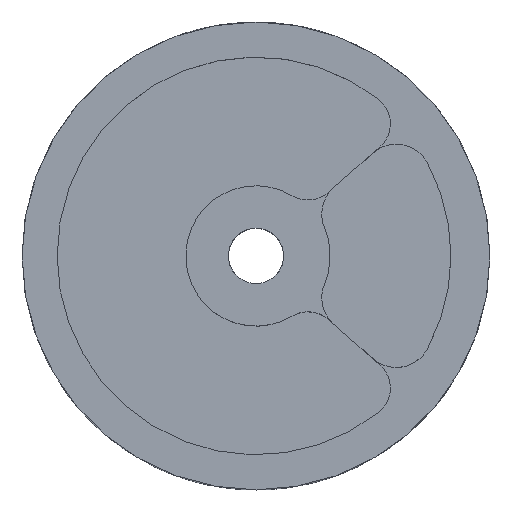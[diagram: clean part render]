
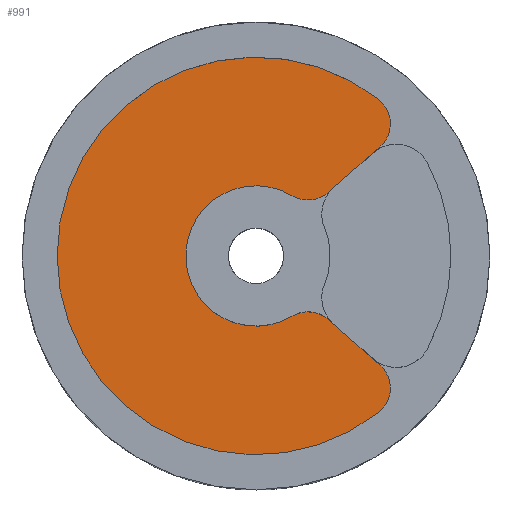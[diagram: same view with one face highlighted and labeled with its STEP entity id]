
A CAD part, top view. The second image highlights one B-rep face of the part: STEP entity #991.
In plain terms, the highlighted planar face has unit normal (0, 0, 1).
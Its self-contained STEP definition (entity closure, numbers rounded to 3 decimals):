
#4 = DIRECTION ( 'NONE',  ( 1., 0., 0. ) ) ;
#31 = AXIS2_PLACEMENT_3D ( 'NONE', #716, #451, #352 ) ;
#34 = VERTEX_POINT ( 'NONE', #478 ) ;
#37 = DIRECTION ( 'NONE',  ( 0., 0., 1. ) ) ;
#63 = DIRECTION ( 'NONE',  ( 1., 0., 0. ) ) ;
#70 = AXIS2_PLACEMENT_3D ( 'NONE', #701, #227, #883 ) ;
#85 = DIRECTION ( 'NONE',  ( 0., 0., 1. ) ) ;
#94 = DIRECTION ( 'NONE',  ( 1., 0., 0. ) ) ;
#103 = DIRECTION ( 'NONE',  ( -0.751, 0.66, 0. ) ) ;
#132 = DIRECTION ( 'NONE',  ( 1., 0., 0. ) ) ;
#137 = DIRECTION ( 'NONE',  ( 0.751, 0.66, 0. ) ) ;
#138 = EDGE_CURVE ( 'NONE', #1137, #1142, #509, .T. ) ;
#150 = CIRCLE ( 'NONE', #453, 25.5 ) ;
#183 = EDGE_LOOP ( 'NONE', ( #1099, #456, #205, #513, #675, #857, #738, #394, #1047, #1034 ) ) ;
#185 = AXIS2_PLACEMENT_3D ( 'NONE', #855, #37, #132 ) ;
#200 = AXIS2_PLACEMENT_3D ( 'NONE', #239, #673, #63 ) ;
#205 = ORIENTED_EDGE ( 'NONE', *, *, #138, .T. ) ;
#227 = DIRECTION ( 'NONE',  ( 0., 0., 1. ) ) ;
#231 = VECTOR ( 'NONE', #103, 1000. ) ;
#239 = CARTESIAN_POINT ( 'NONE',  ( 13.23, 16.947, 7.2 ) ) ;
#243 = CIRCLE ( 'NONE', #185, 4. ) ;
#248 = AXIS2_PLACEMENT_3D ( 'NONE', #1111, #666, #282 ) ;
#262 = VERTEX_POINT ( 'NONE', #798 ) ;
#282 = DIRECTION ( 'NONE',  ( 1., 0., 0. ) ) ;
#352 = DIRECTION ( 'NONE',  ( 1., 0., 0. ) ) ;
#394 = ORIENTED_EDGE ( 'NONE', *, *, #636, .T. ) ;
#451 = DIRECTION ( 'NONE',  ( 0., 0., 1. ) ) ;
#453 = AXIS2_PLACEMENT_3D ( 'NONE', #1082, #85, #94 ) ;
#456 = ORIENTED_EDGE ( 'NONE', *, *, #943, .T. ) ;
#457 = CARTESIAN_POINT ( 'NONE',  ( 4.606, 7.732, 7.2 ) ) ;
#470 = EDGE_CURVE ( 'NONE', #652, #641, #554, .T. ) ;
#478 = CARTESIAN_POINT ( 'NONE',  ( 17.23, 16.947, 7.2 ) ) ;
#489 = CIRCLE ( 'NONE', #70, 4. ) ;
#495 = CARTESIAN_POINT ( 'NONE',  ( 0., 0., 7.2 ) ) ;
#509 = LINE ( 'NONE', #1043, #888 ) ;
#513 = ORIENTED_EDGE ( 'NONE', *, *, #952, .T. ) ;
#516 = AXIS2_PLACEMENT_3D ( 'NONE', #495, #1045, #4 ) ;
#523 = VERTEX_POINT ( 'NONE', #1168 ) ;
#544 = FACE_OUTER_BOUND ( 'NONE', #183, .T. ) ;
#554 = LINE ( 'NONE', #918, #231 ) ;
#560 = EDGE_CURVE ( 'NONE', #34, #752, #1064, .T. ) ;
#636 = EDGE_CURVE ( 'NONE', #523, #652, #1128, .T. ) ;
#641 = VERTEX_POINT ( 'NONE', #1158 ) ;
#652 = VERTEX_POINT ( 'NONE', #687 ) ;
#666 = DIRECTION ( 'NONE',  ( 0., 0., 1. ) ) ;
#673 = DIRECTION ( 'NONE',  ( 0., 0., 1. ) ) ;
#675 = ORIENTED_EDGE ( 'NONE', *, *, #560, .T. ) ;
#687 = CARTESIAN_POINT ( 'NONE',  ( 15.87, -13.942, 7.2 ) ) ;
#694 = DIRECTION ( 'NONE',  ( 0., 0., 1. ) ) ;
#701 = CARTESIAN_POINT ( 'NONE',  ( 6.653, -11.169, 7.2 ) ) ;
#716 = CARTESIAN_POINT ( 'NONE',  ( 13.23, -16.947, 7.2 ) ) ;
#735 = EDGE_CURVE ( 'NONE', #262, #523, #872, .T. ) ;
#738 = ORIENTED_EDGE ( 'NONE', *, *, #735, .T. ) ;
#739 = VERTEX_POINT ( 'NONE', #457 ) ;
#752 = VERTEX_POINT ( 'NONE', #1101 ) ;
#761 = CIRCLE ( 'NONE', #516, 9. ) ;
#768 = EDGE_CURVE ( 'NONE', #752, #262, #150, .T. ) ;
#771 = DIRECTION ( 'NONE',  ( 1., 0., 0. ) ) ;
#783 = CARTESIAN_POINT ( 'NONE',  ( 9.293, 8.164, 7.2 ) ) ;
#798 = CARTESIAN_POINT ( 'NONE',  ( 15.692, -20.1, 7.2 ) ) ;
#825 = PLANE ( 'NONE',  #248 ) ;
#851 = AXIS2_PLACEMENT_3D ( 'NONE', #864, #694, #771 ) ;
#855 = CARTESIAN_POINT ( 'NONE',  ( 13.23, 16.947, 7.2 ) ) ;
#857 = ORIENTED_EDGE ( 'NONE', *, *, #768, .T. ) ;
#864 = CARTESIAN_POINT ( 'NONE',  ( 13.23, -16.947, 7.2 ) ) ;
#872 = CIRCLE ( 'NONE', #31, 4. ) ;
#883 = DIRECTION ( 'NONE',  ( 1., 0., 0. ) ) ;
#888 = VECTOR ( 'NONE', #137, 1000. ) ;
#918 = CARTESIAN_POINT ( 'NONE',  ( 6.761, -5.94, 7.2 ) ) ;
#943 = EDGE_CURVE ( 'NONE', #739, #1137, #1010, .T. ) ;
#946 = DIRECTION ( 'NONE',  ( 0., 0., 1. ) ) ;
#952 = EDGE_CURVE ( 'NONE', #1142, #34, #243, .T. ) ;
#978 = CARTESIAN_POINT ( 'NONE',  ( 4.606, -7.732, 7.2 ) ) ;
#984 = EDGE_CURVE ( 'NONE', #1086, #739, #761, .T. ) ;
#991 = ADVANCED_FACE ( 'NONE', ( #544 ), #825, .T. ) ;
#1010 = CIRCLE ( 'NONE', #1073, 4. ) ;
#1034 = ORIENTED_EDGE ( 'NONE', *, *, #1121, .T. ) ;
#1043 = CARTESIAN_POINT ( 'NONE',  ( 19.157, 16.83, 7.2 ) ) ;
#1045 = DIRECTION ( 'NONE',  ( 0., 0., -1. ) ) ;
#1047 = ORIENTED_EDGE ( 'NONE', *, *, #470, .T. ) ;
#1056 = DIRECTION ( 'NONE',  ( 1., 0., 0. ) ) ;
#1064 = CIRCLE ( 'NONE', #200, 4. ) ;
#1073 = AXIS2_PLACEMENT_3D ( 'NONE', #1146, #946, #1056 ) ;
#1082 = CARTESIAN_POINT ( 'NONE',  ( 0., 0., 7.2 ) ) ;
#1086 = VERTEX_POINT ( 'NONE', #978 ) ;
#1099 = ORIENTED_EDGE ( 'NONE', *, *, #984, .T. ) ;
#1101 = CARTESIAN_POINT ( 'NONE',  ( 15.692, 20.1, 7.2 ) ) ;
#1111 = CARTESIAN_POINT ( 'NONE',  ( 0., 0., 7.2 ) ) ;
#1121 = EDGE_CURVE ( 'NONE', #641, #1086, #489, .T. ) ;
#1128 = CIRCLE ( 'NONE', #851, 4. ) ;
#1137 = VERTEX_POINT ( 'NONE', #783 ) ;
#1142 = VERTEX_POINT ( 'NONE', #1161 ) ;
#1146 = CARTESIAN_POINT ( 'NONE',  ( 6.653, 11.169, 7.2 ) ) ;
#1158 = CARTESIAN_POINT ( 'NONE',  ( 9.293, -8.164, 7.2 ) ) ;
#1161 = CARTESIAN_POINT ( 'NONE',  ( 15.87, 13.942, 7.2 ) ) ;
#1168 = CARTESIAN_POINT ( 'NONE',  ( 17.23, -16.947, 7.2 ) ) ;
